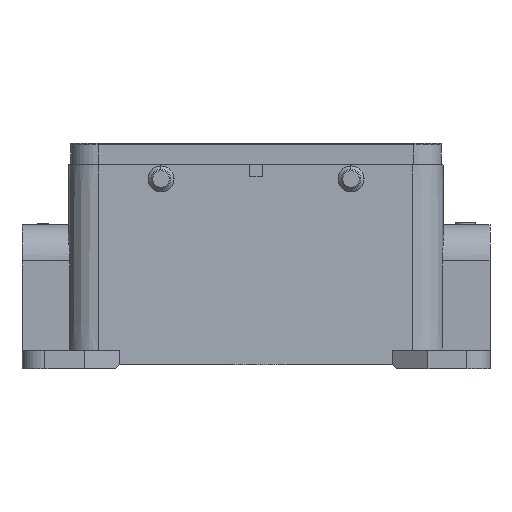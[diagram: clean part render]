
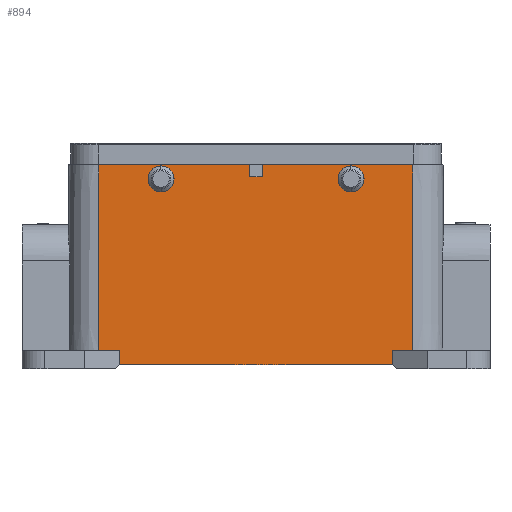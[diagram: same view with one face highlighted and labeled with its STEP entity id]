
A CAD part, front view. The second image highlights one B-rep face of the part: STEP entity #894.
In plain terms, the highlighted planar face has unit normal (0, -1, 0.009).
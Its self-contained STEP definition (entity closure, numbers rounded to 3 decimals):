
#516=FACE_BOUND('',#1915,.T.);
#517=FACE_BOUND('',#1916,.T.);
#518=FACE_BOUND('',#1917,.T.);
#617=ELLIPSE('',#7539,1.5,1.5);
#618=ELLIPSE('',#7542,1.5,1.5);
#894=ADVANCED_FACE('',(#516,#517,#518),#1317,.T.);
#1317=PLANE('',#7554);
#1915=EDGE_LOOP('',(#2460,#2461,#2462,#2463,#2464,#2465,#2466,#2467,#2468,
#2469,#2470,#2471));
#1916=EDGE_LOOP('',(#2472));
#1917=EDGE_LOOP('',(#2473));
#2460=ORIENTED_EDGE('',*,*,#5280,.T.);
#2461=ORIENTED_EDGE('',*,*,#5281,.T.);
#2462=ORIENTED_EDGE('',*,*,#5282,.F.);
#2463=ORIENTED_EDGE('',*,*,#5283,.T.);
#2464=ORIENTED_EDGE('',*,*,#5284,.F.);
#2465=ORIENTED_EDGE('',*,*,#5279,.T.);
#2466=ORIENTED_EDGE('',*,*,#5285,.F.);
#2467=ORIENTED_EDGE('',*,*,#5286,.T.);
#2468=ORIENTED_EDGE('',*,*,#5287,.T.);
#2469=ORIENTED_EDGE('',*,*,#5288,.T.);
#2470=ORIENTED_EDGE('',*,*,#5289,.F.);
#2471=ORIENTED_EDGE('',*,*,#5290,.F.);
#2472=ORIENTED_EDGE('',*,*,#5257,.T.);
#2473=ORIENTED_EDGE('',*,*,#5255,.T.);
#4562=VERTEX_POINT('',#10673);
#4564=VERTEX_POINT('',#10678);
#4577=VERTEX_POINT('',#10706);
#4583=VERTEX_POINT('',#10722);
#4584=VERTEX_POINT('',#10726);
#4585=VERTEX_POINT('',#10727);
#4586=VERTEX_POINT('',#10729);
#4587=VERTEX_POINT('',#10731);
#4588=VERTEX_POINT('',#10733);
#4589=VERTEX_POINT('',#10736);
#4590=VERTEX_POINT('',#10738);
#4591=VERTEX_POINT('',#10740);
#4592=VERTEX_POINT('',#10742);
#4593=VERTEX_POINT('',#10744);
#5255=EDGE_CURVE('',#4562,#4562,#617,.T.);
#5257=EDGE_CURVE('',#4564,#4564,#618,.T.);
#5279=EDGE_CURVE('',#4577,#4583,#6326,.T.);
#5280=EDGE_CURVE('',#4584,#4585,#6327,.T.);
#5281=EDGE_CURVE('',#4585,#4586,#6328,.T.);
#5282=EDGE_CURVE('',#4587,#4586,#6329,.T.);
#5283=EDGE_CURVE('',#4587,#4588,#6330,.T.);
#5284=EDGE_CURVE('',#4577,#4588,#6331,.T.);
#5285=EDGE_CURVE('',#4589,#4583,#6332,.T.);
#5286=EDGE_CURVE('',#4589,#4590,#6333,.T.);
#5287=EDGE_CURVE('',#4590,#4591,#6334,.T.);
#5288=EDGE_CURVE('',#4591,#4592,#6335,.T.);
#5289=EDGE_CURVE('',#4593,#4592,#6336,.T.);
#5290=EDGE_CURVE('',#4584,#4593,#6337,.T.);
#6326=LINE('',#10723,#6945);
#6327=LINE('',#10725,#6946);
#6328=LINE('',#10728,#6947);
#6329=LINE('',#10730,#6948);
#6330=LINE('',#10732,#6949);
#6331=LINE('',#10734,#6950);
#6332=LINE('',#10735,#6951);
#6333=LINE('',#10737,#6952);
#6334=LINE('',#10739,#6953);
#6335=LINE('',#10741,#6954);
#6336=LINE('',#10743,#6955);
#6337=LINE('',#10745,#6956);
#6945=VECTOR('',#8410,1.);
#6946=VECTOR('',#8413,1.);
#6947=VECTOR('',#8414,1.);
#6948=VECTOR('',#8415,1.);
#6949=VECTOR('',#8416,1.);
#6950=VECTOR('',#8417,1.);
#6951=VECTOR('',#8418,1.);
#6952=VECTOR('',#8419,1.);
#6953=VECTOR('',#8420,1.);
#6954=VECTOR('',#8421,1.);
#6955=VECTOR('',#8422,1.);
#6956=VECTOR('',#8423,1.);
#7539=AXIS2_PLACEMENT_3D('',#10672,#8367,#8368);
#7542=AXIS2_PLACEMENT_3D('',#10677,#8373,#8374);
#7554=AXIS2_PLACEMENT_3D('',#10746,#8424,#8425);
#8367=DIRECTION('',(0.,1.,-0.009));
#8368=DIRECTION('',(0.,0.009,1.));
#8373=DIRECTION('',(0.,1.,-0.009));
#8374=DIRECTION('',(0.,0.009,1.));
#8410=DIRECTION('',(0.,0.009,1.));
#8413=DIRECTION('',(-1.,0.,0.));
#8414=DIRECTION('',(0.,-0.009,-1.));
#8415=DIRECTION('',(-1.,0.,0.));
#8416=DIRECTION('',(0.,-0.009,-1.));
#8417=DIRECTION('',(-1.,0.,0.));
#8418=DIRECTION('',(-1.,0.,0.));
#8419=DIRECTION('',(0.,0.009,1.));
#8420=DIRECTION('',(-1.,0.,0.));
#8421=DIRECTION('',(0.,-0.009,-1.));
#8422=DIRECTION('',(1.,0.,0.));
#8423=DIRECTION('',(0.,-0.009,-1.));
#8424=DIRECTION('',(0.,-1.,0.009));
#8425=DIRECTION('',(-1.,0.,0.));
#10672=CARTESIAN_POINT('',(23.75,-21.531,21.));
#10673=CARTESIAN_POINT('',(23.75,-21.517,22.5));
#10677=CARTESIAN_POINT('',(-23.75,-21.531,21.));
#10678=CARTESIAN_POINT('',(-23.75,-21.517,22.5));
#10706=CARTESIAN_POINT('',(34.,-21.936,-25.5));
#10722=CARTESIAN_POINT('',(34.,-21.906,-22.));
#10723=CARTESIAN_POINT('',(34.,-21.936,-25.5));
#10725=CARTESIAN_POINT('',(-1.6,-21.5,24.5));
#10726=CARTESIAN_POINT('',(-1.6,-21.5,24.5));
#10727=CARTESIAN_POINT('',(-39.25,-21.5,24.5));
#10728=CARTESIAN_POINT('',(-39.25,-21.5,24.5));
#10729=CARTESIAN_POINT('',(-39.25,-21.906,-22.));
#10730=CARTESIAN_POINT('',(-34.,-21.906,-22.));
#10731=CARTESIAN_POINT('',(-34.,-21.906,-22.));
#10732=CARTESIAN_POINT('',(-34.,-21.906,-22.));
#10733=CARTESIAN_POINT('',(-34.,-21.936,-25.5));
#10734=CARTESIAN_POINT('',(34.,-21.936,-25.5));
#10735=CARTESIAN_POINT('',(39.25,-21.906,-22.));
#10736=CARTESIAN_POINT('',(39.25,-21.906,-22.));
#10737=CARTESIAN_POINT('',(39.25,-21.906,-22.));
#10738=CARTESIAN_POINT('',(39.25,-21.5,24.5));
#10739=CARTESIAN_POINT('',(39.25,-21.5,24.5));
#10740=CARTESIAN_POINT('',(1.6,-21.5,24.5));
#10741=CARTESIAN_POINT('',(1.6,-21.5,24.5));
#10742=CARTESIAN_POINT('',(1.6,-21.526,21.5));
#10743=CARTESIAN_POINT('',(-1.6,-21.526,21.5));
#10744=CARTESIAN_POINT('',(-1.6,-21.526,21.5));
#10745=CARTESIAN_POINT('',(-1.6,-21.5,24.5));
#10746=CARTESIAN_POINT('',(-41.628,-21.5,24.5));
